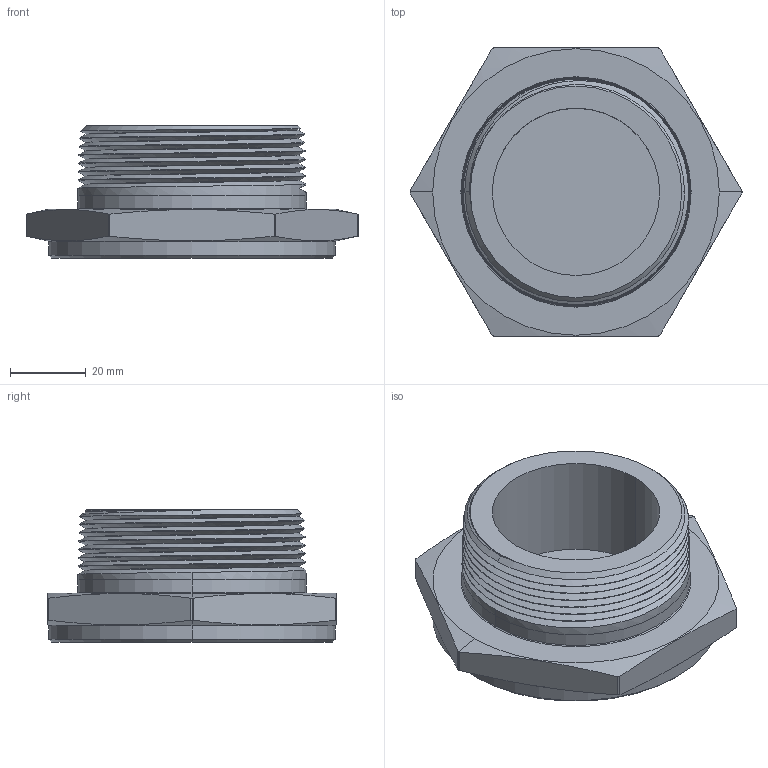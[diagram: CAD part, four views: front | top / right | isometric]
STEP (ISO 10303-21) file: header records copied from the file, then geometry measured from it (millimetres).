
FILE_DESCRIPTION (( 'STEP AP214' ), '1' );
FILE_NAME ('403008.step', '2013-08-19T22:23:59', ( '' ), ( '' ), 'SwSTEP 2.0', 'SolidWorks 2012', '' );
FILE_SCHEMA (( 'AUTOMOTIVE_DESIGN' ));
Length unit declared in the file: inch
Products named in the file (1): 403008
Bounding box: 87.68 x 76.2 x 35.05 mm (x, y, z)
Volume: 79400.6 mm3; surface area: 25201.7 mm2
Topology: 2 solids, 2 shells, 60 faces, 149 edges, 94 vertices
Faces by surface type: cone 24, cylinder 15, plane 14, torus 4, bspline 3
Entity records: 7806 total; most frequent: CARTESIAN_POINT 6346, ORIENTED_EDGE 298, DIRECTION 260, EDGE_CURVE 149, AXIS2_PLACEMENT_3D 105, VERTEX_POINT 94, EDGE_LOOP 63, FACE_OUTER_BOUND 60
